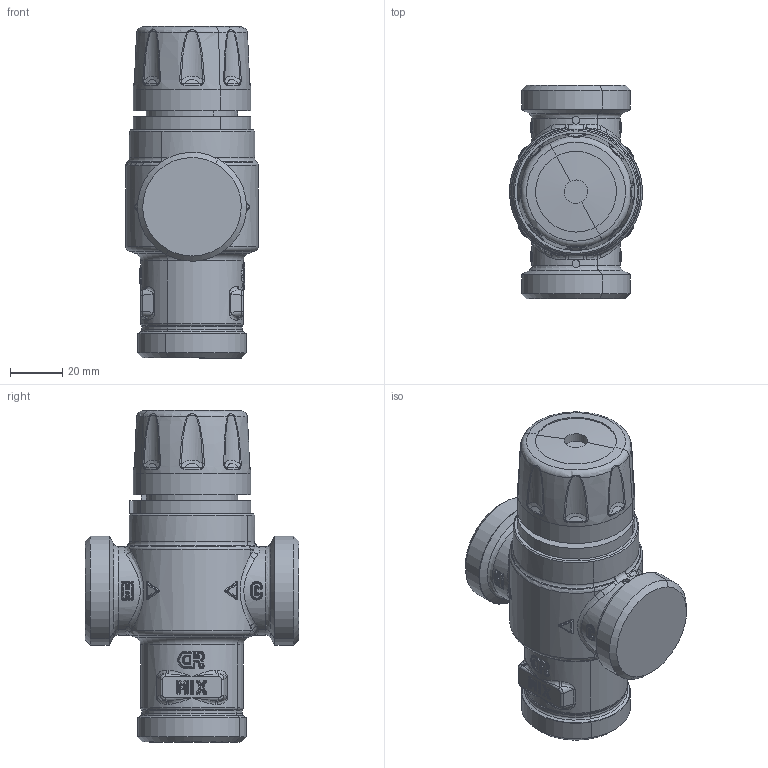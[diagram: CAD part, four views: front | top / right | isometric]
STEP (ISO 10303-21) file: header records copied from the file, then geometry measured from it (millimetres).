
FILE_DESCRIPTION(('CATIA V5 STEP Exchange','CAx-IF Rec.Pracs.--- Model Styling and Organization---1.5--- 2016-08-15','CAx-IF Rec.Pracs.---Supplemental Geometry---1.0---2011-11-01','CAx-IF Rec.Pracs.--- Composite Materials ---3.4---2017-06-13','CAx-IF Rec.Pracs.---Tessellated 3D Geometry---1.0---2015-12-17'),'2;1');
FILE_NAME('STEP_521902_-_TST.stp','2025-05-22T06:33:15+00:00',('none'),('none'),'CATIA Version 5-6 Release 2020 SP5','CATIA V5 STEP AP242 v2','none');
FILE_SCHEMA(('AP242_MANAGED_MODEL_BASED_3D_ENGINEERING_MIM_LF {1 0 10303 442 1 1 4}'));
Products named in the file (1): 521902 - TST
Bounding box: 50.97 x 82 x 127.35 mm (x, y, z)
Volume: 243463.1 mm3; surface area: 31574.1 mm2
Topology: 2 solids, 2 shells, 1002 faces, 2296 edges, 1217 vertices
Faces by surface type: bspline 548, cylinder 236, plane 90, sphere 56, torus 40, cone 28, revolution 4
Entity records: 57088 total; most frequent: CARTESIAN_POINT 40441, ORIENTED_EDGE 4388, EDGE_CURVE 2194, DIRECTION 1502, B_SPLINE_CURVE_WITH_KNOTS 1468, VERTEX_POINT 1217, EDGE_LOOP 1023, ADVANCED_FACE 1002
